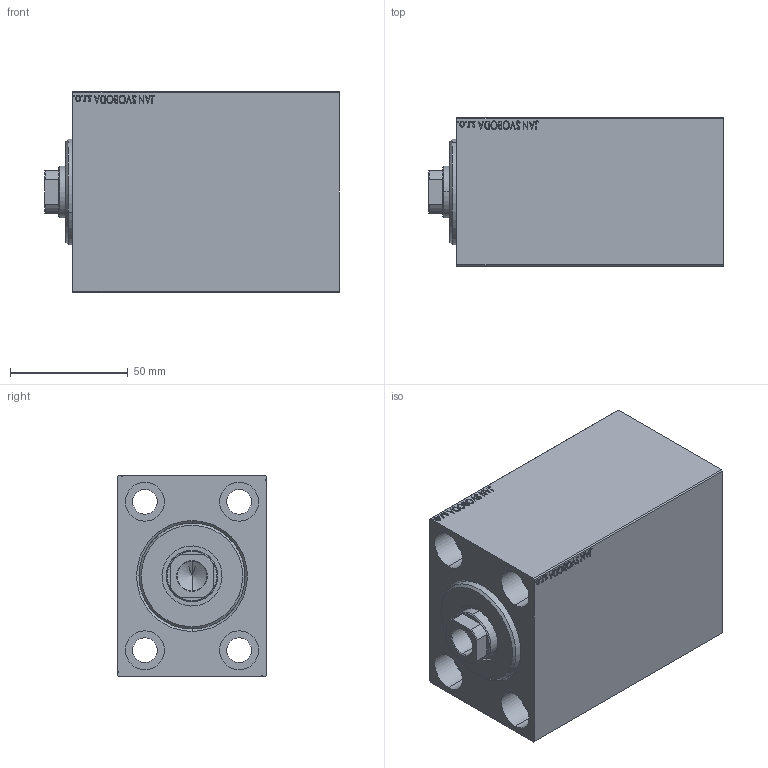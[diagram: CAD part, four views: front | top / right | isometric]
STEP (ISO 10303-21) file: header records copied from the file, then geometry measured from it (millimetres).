
FILE_DESCRIPTION (( 'STEP AP203' ), '1' );
FILE_NAME ('65f6.STEP', '2021-03-18T23:47:41', ( '' ), ( '' ), 'SwSTEP 2.0', 'SolidWorks 2019', '' );
FILE_SCHEMA (( 'CONFIG_CONTROL_DESIGN' ));
Length unit declared in the file: millimetre
Products named in the file (4): V450CM_VC_B 1e9b0edce797029bf6a97d0a33c13f46; V450CM_C 1e9b0edce797029bf6a97d0a33c13f46; 65f6; V450CM_C_VCP 1e9b0edce797029bf6a97d0a33c13f46
Assembly tree (3 placements, depth 2):
  65f6
    V450CM_C 1e9b0edce797029bf6a97d0a33c13f46
    V450CM_C_VCP 1e9b0edce797029bf6a97d0a33c13f46
    V450CM_VC_B 1e9b0edce797029bf6a97d0a33c13f46
Bounding box: 125 x 63 x 85 mm (x, y, z)
Volume: 511821.2 mm3; surface area: 97037.9 mm2
Topology: 3 solids, 3 shells, 858 faces, 2196 edges, 1457 vertices
Faces by surface type: plane 408, bspline 380, cylinder 56, cone 14
Entity records: 43768 total; most frequent: CARTESIAN_POINT 25015, ORIENTED_EDGE 4388, DIRECTION 2522, EDGE_CURVE 2194, VERTEX_POINT 1457, LINE 1298, VECTOR 1298, EDGE_LOOP 983
